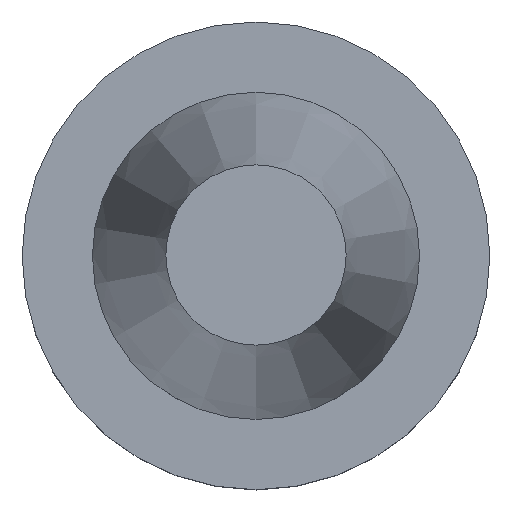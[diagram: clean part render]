
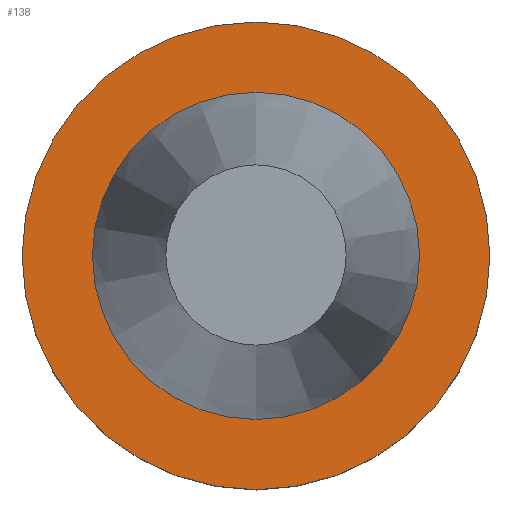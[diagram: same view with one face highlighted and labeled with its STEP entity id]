
A CAD part, top view. The second image highlights one B-rep face of the part: STEP entity #138.
In plain terms, the highlighted planar face has unit normal (0, 0, 1).
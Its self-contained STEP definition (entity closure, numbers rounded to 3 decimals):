
#125=EDGE_CURVE('Unnamed[1]',#268,#268,#269,.T.);
#135=EDGE_CURVE('Unnamed[1]',#283,#283,#284,.T.);
#138=ADVANCED_FACE('Unnamed[1]',(#287,#288),#289,.T.);
#268=VERTEX_POINT('',#442);
#269=CIRCLE('',#443,31.775);
#283=VERTEX_POINT('',#461);
#284=CIRCLE('',#462,22.225);
#287=FACE_OUTER_BOUND('',#466,.T.);
#288=FACE_BOUND('',#467,.T.);
#289=PLANE('',#468);
#442=CARTESIAN_POINT('',(0.,31.775,-1.));
#443=AXIS2_PLACEMENT_3D('',#603,#604,#605);
#461=CARTESIAN_POINT('',(0.,22.225,-1.));
#462=AXIS2_PLACEMENT_3D('',#620,#621,#622);
#466=EDGE_LOOP('',(#624));
#467=EDGE_LOOP('',(#625));
#468=AXIS2_PLACEMENT_3D('',#626,#627,#628);
#603=CARTESIAN_POINT('',(0.,0.,-1.0));
#604=DIRECTION('',(0.,0.,-1.0));
#605=DIRECTION('',(0.,1.0,0.));
#620=CARTESIAN_POINT('',(0.,0.,-1.0));
#621=DIRECTION('',(0.,0.,-1.0));
#622=DIRECTION('',(0.,1.0,0.));
#624=ORIENTED_EDGE('',*,*,#125,.F.);
#625=ORIENTED_EDGE('',*,*,#135,.T.);
#626=CARTESIAN_POINT('',(0.,27.0,-1.));
#627=DIRECTION('',(0.,0.,1.0));
#628=DIRECTION('',(0.,-1.0,0.));
